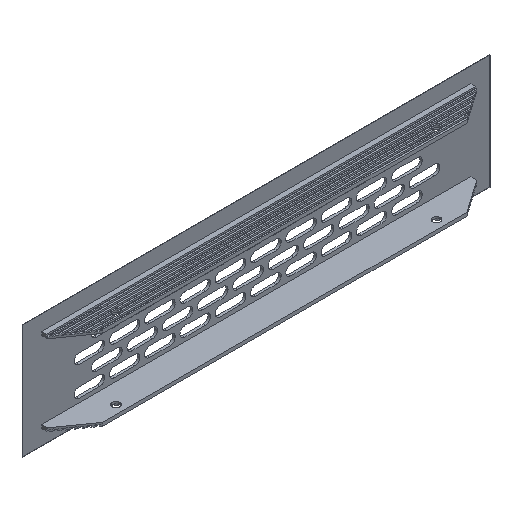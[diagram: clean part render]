
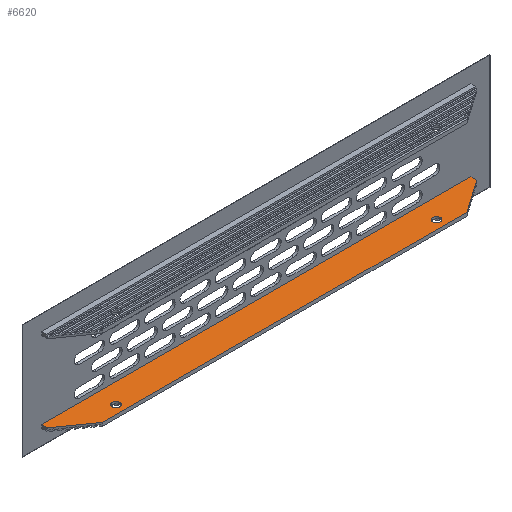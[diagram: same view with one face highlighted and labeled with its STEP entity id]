
A CAD part, isometric view. The second image highlights one B-rep face of the part: STEP entity #6620.
In plain terms, the highlighted planar face has unit normal (0, 0, 1).
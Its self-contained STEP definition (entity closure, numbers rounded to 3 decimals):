
#169=FACE_BOUND('',#1109,.T.);
#170=FACE_BOUND('',#1110,.T.);
#434=CIRCLE('',#7096,2.);
#458=CIRCLE('',#7122,2.);
#738=FACE_OUTER_BOUND('',#1108,.T.);
#1108=EDGE_LOOP('',(#5685,#5686,#5687,#5688,#5689,#5690));
#1109=EDGE_LOOP('',(#5691));
#1110=EDGE_LOOP('',(#5692));
#1802=LINE('',#10776,#2510);
#1826=LINE('',#10825,#2534);
#1857=LINE('',#10885,#2565);
#1860=LINE('',#10890,#2568);
#1861=LINE('',#10893,#2569);
#1862=LINE('',#10894,#2570);
#2510=VECTOR('',#8867,10.);
#2534=VECTOR('',#8895,10.);
#2565=VECTOR('',#8928,10.);
#2568=VECTOR('',#8935,10.);
#2569=VECTOR('',#8938,10.);
#2570=VECTOR('',#8939,10.);
#3063=VERTEX_POINT('',#10344);
#3107=VERTEX_POINT('',#10436);
#3205=VERTEX_POINT('',#10773);
#3206=VERTEX_POINT('',#10775);
#3228=VERTEX_POINT('',#10822);
#3229=VERTEX_POINT('',#10824);
#3257=VERTEX_POINT('',#10883);
#3258=VERTEX_POINT('',#10892);
#3886=EDGE_CURVE('',#3063,#3063,#434,.T.);
#3932=EDGE_CURVE('',#3107,#3107,#458,.T.);
#4102=EDGE_CURVE('',#3206,#3205,#1802,.T.);
#4126=EDGE_CURVE('',#3229,#3228,#1826,.T.);
#4157=EDGE_CURVE('',#3205,#3257,#1857,.T.);
#4160=EDGE_CURVE('',#3228,#3206,#1860,.T.);
#4161=EDGE_CURVE('',#3258,#3257,#1861,.T.);
#4162=EDGE_CURVE('',#3258,#3229,#1862,.T.);
#5685=ORIENTED_EDGE('',*,*,#4102,.T.);
#5686=ORIENTED_EDGE('',*,*,#4157,.T.);
#5687=ORIENTED_EDGE('',*,*,#4161,.F.);
#5688=ORIENTED_EDGE('',*,*,#4162,.T.);
#5689=ORIENTED_EDGE('',*,*,#4126,.T.);
#5690=ORIENTED_EDGE('',*,*,#4160,.T.);
#5691=ORIENTED_EDGE('',*,*,#3886,.T.);
#5692=ORIENTED_EDGE('',*,*,#3932,.T.);
#6300=PLANE('',#7211);
#6620=ADVANCED_FACE('',(#738,#169,#170),#6300,.T.);
#7096=AXIS2_PLACEMENT_3D('',#10346,#8470,#8471);
#7122=AXIS2_PLACEMENT_3D('',#10438,#8544,#8545);
#7211=AXIS2_PLACEMENT_3D('',#10891,#8936,#8937);
#8470=DIRECTION('center_axis',(0.,0.,-1.));
#8471=DIRECTION('ref_axis',(-1.,0.,0.));
#8544=DIRECTION('center_axis',(0.,0.,-1.));
#8545=DIRECTION('ref_axis',(-1.,0.,0.));
#8867=DIRECTION('',(0.817,0.577,0.));
#8895=DIRECTION('',(0.817,-0.577,0.));
#8928=DIRECTION('',(0.,1.,0.));
#8935=DIRECTION('',(1.,0.,0.));
#8936=DIRECTION('center_axis',(0.,0.,1.));
#8937=DIRECTION('ref_axis',(0.,-1.,0.));
#8938=DIRECTION('',(1.,0.,0.));
#8939=DIRECTION('',(0.,-1.,0.));
#10344=CARTESIAN_POINT('',(-82.,-10.5,-20.2));
#10346=CARTESIAN_POINT('Origin',(-84.,-10.5,-20.2));
#10436=CARTESIAN_POINT('',(86.,-10.5,-20.2));
#10438=CARTESIAN_POINT('Origin',(84.,-10.5,-20.2));
#10773=CARTESIAN_POINT('',(112.5,-3.,-20.2));
#10775=CARTESIAN_POINT('',(95.5,-15.,-20.2));
#10776=CARTESIAN_POINT('',(67.163,-35.002,-20.2));
#10822=CARTESIAN_POINT('',(-95.5,-15.,-20.2));
#10824=CARTESIAN_POINT('',(-112.5,-3.,-20.2));
#10825=CARTESIAN_POINT('',(-75.663,-29.002,-20.2));
#10883=CARTESIAN_POINT('',(112.5,0.,-20.2));
#10885=CARTESIAN_POINT('',(112.5,0.,-20.2));
#10890=CARTESIAN_POINT('',(0.,-15.,-20.2));
#10891=CARTESIAN_POINT('Origin',(0.,0.,-20.2));
#10892=CARTESIAN_POINT('',(-112.5,0.,-20.2));
#10893=CARTESIAN_POINT('',(0.,0.,-20.2));
#10894=CARTESIAN_POINT('',(-112.5,-7.5,-20.2));
